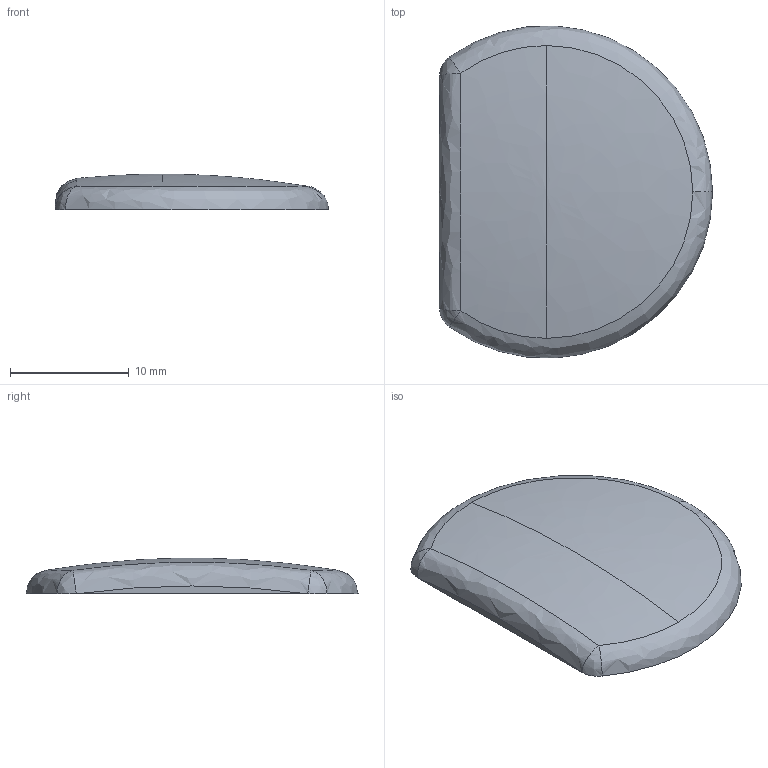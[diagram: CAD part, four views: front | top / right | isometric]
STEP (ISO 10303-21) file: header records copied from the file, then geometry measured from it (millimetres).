
FILE_DESCRIPTION (( 'STEP AP214' ), '1' );
FILE_NAME ('6951051', '2019-02-04T08:17:08', ( '' ), ('JUGARD+KÜNSTNER GmbH'), 'SwSTEP 2.0', 'SolidWorks 2017', '' );
FILE_SCHEMA (( 'AUTOMOTIVE_DESIGN' ));
Length unit declared in the file: millimetre
Products named in the file (1): 6951051_CNAJF00
Bounding box: 23 x 27.96 x 3 mm (x, y, z)
Volume: 1241.5 mm3; surface area: 1188.1 mm2
Topology: 1 solids, 1 shells, 9 faces, 23 edges, 12 vertices
Faces by surface type: bspline 7, plane 2
Entity records: 483 total; most frequent: CARTESIAN_POINT 175, ORIENTED_EDGE 38, DIRECTION 37, EDGE_CURVE 19, AXIS2_PLACEMENT_3D 18, CIRCLE 15, VERTEX_POINT 12, UNCERTAINTY_MEASURE_WITH_UNIT 12
